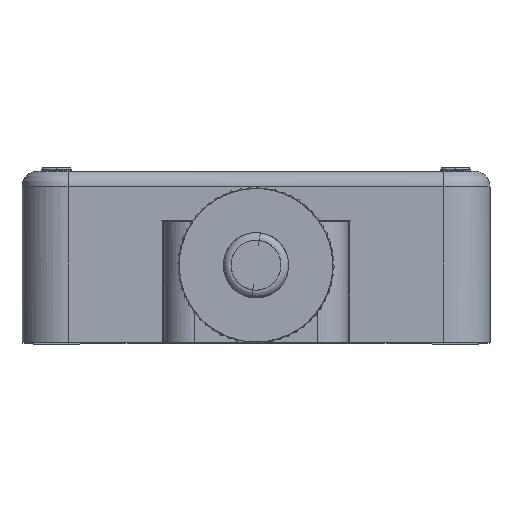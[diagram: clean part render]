
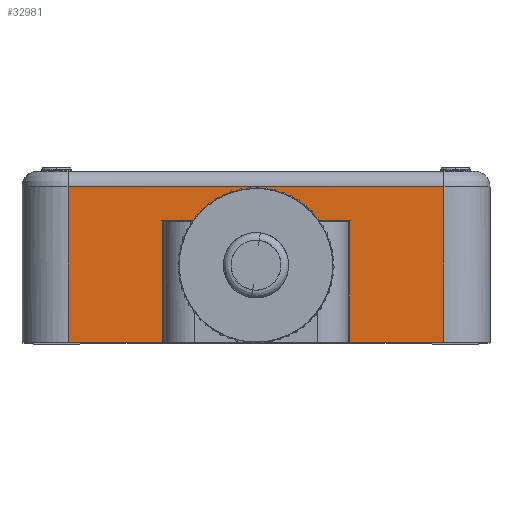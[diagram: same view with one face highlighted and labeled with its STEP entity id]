
A CAD part, top view. The second image highlights one B-rep face of the part: STEP entity #32981.
In plain terms, the highlighted free-form (B-spline) face has degree [1, 1] with [2, 2] control points.
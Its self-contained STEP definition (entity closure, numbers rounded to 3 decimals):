
#810=B_SPLINE_SURFACE_WITH_KNOTS('',1,1,((#204580,#204581),(#204582,#204583)),
 .UNSPECIFIED.,.F.,.F.,.F.,(2,2),(2,2),(-1.159,1.159),
(-0.791,1.371),.UNSPECIFIED.);
#32981=ADVANCED_FACE('',(#35829),#810,.T.);
#35829=FACE_OUTER_BOUND('',#38831,.T.);
#38831=EDGE_LOOP('',(#45103,#45104,#45105,#45106,#45107,#45108,#45109,#45110));
#45103=ORIENTED_EDGE('',*,*,#106729,.T.);
#45104=ORIENTED_EDGE('',*,*,#106730,.T.);
#45105=ORIENTED_EDGE('',*,*,#106731,.T.);
#45106=ORIENTED_EDGE('',*,*,#106732,.T.);
#45107=ORIENTED_EDGE('',*,*,#106733,.T.);
#45108=ORIENTED_EDGE('',*,*,#106734,.T.);
#45109=ORIENTED_EDGE('',*,*,#106735,.T.);
#45110=ORIENTED_EDGE('',*,*,#106736,.T.);
#64637=PCURVE('',#810,#78896);
#64638=PCURVE('',#810,#78897);
#64639=PCURVE('',#810,#78898);
#64640=PCURVE('',#810,#78899);
#64641=PCURVE('',#810,#78900);
#64642=PCURVE('',#810,#78901);
#64643=PCURVE('',#810,#78902);
#64644=PCURVE('',#810,#78903);
#78896=DEFINITIONAL_REPRESENTATION('',(#122518),#288248);
#78897=DEFINITIONAL_REPRESENTATION('',(#122520),#288248);
#78898=DEFINITIONAL_REPRESENTATION('',(#122522),#288248);
#78899=DEFINITIONAL_REPRESENTATION('',(#122524),#288248);
#78900=DEFINITIONAL_REPRESENTATION('',(#122526),#288248);
#78901=DEFINITIONAL_REPRESENTATION('',(#122528),#288248);
#78902=DEFINITIONAL_REPRESENTATION('',(#122530),#288248);
#78903=DEFINITIONAL_REPRESENTATION('',(#122532),#288248);
#92836=SURFACE_CURVE('',#122517,(#64637),.PCURVE_S1.);
#92837=SURFACE_CURVE('',#122519,(#64638),.PCURVE_S1.);
#92838=SURFACE_CURVE('',#122521,(#64639),.PCURVE_S1.);
#92839=SURFACE_CURVE('',#122523,(#64640),.PCURVE_S1.);
#92840=SURFACE_CURVE('',#122525,(#64641),.PCURVE_S1.);
#92841=SURFACE_CURVE('',#122527,(#64642),.PCURVE_S1.);
#92842=SURFACE_CURVE('',#122529,(#64643),.PCURVE_S1.);
#92843=SURFACE_CURVE('',#122531,(#64644),.PCURVE_S1.);
#106729=EDGE_CURVE('',#143199,#143201,#92836,.T.);
#106730=EDGE_CURVE('',#143201,#143202,#92837,.T.);
#106731=EDGE_CURVE('',#143202,#143203,#92838,.T.);
#106732=EDGE_CURVE('',#143203,#143204,#92839,.T.);
#106733=EDGE_CURVE('',#143204,#143205,#92840,.T.);
#106734=EDGE_CURVE('',#143205,#143206,#92841,.T.);
#106735=EDGE_CURVE('',#143206,#143200,#92842,.T.);
#106736=EDGE_CURVE('',#143200,#143199,#92843,.T.);
#122517=B_SPLINE_CURVE_WITH_KNOTS('',1,(#204592,#204593),.UNSPECIFIED.,
 .F.,.F.,(2,2),(-0.799,0.),.UNSPECIFIED.);
#122518=B_SPLINE_CURVE_WITH_KNOTS('',1,(#204594,#204595),.UNSPECIFIED.,
 .F.,.F.,(2,2),(-0.799,0.),.UNSPECIFIED.);
#122519=B_SPLINE_CURVE_WITH_KNOTS('',1,(#204596,#204597),.UNSPECIFIED.,
 .F.,.F.,(2,2),(-0.482,0.),.UNSPECIFIED.);
#122520=B_SPLINE_CURVE_WITH_KNOTS('',1,(#204598,#204599),.UNSPECIFIED.,
 .F.,.F.,(2,2),(-0.482,0.),.UNSPECIFIED.);
#122521=B_SPLINE_CURVE_WITH_KNOTS('',1,(#204600,#204601),.UNSPECIFIED.,
 .F.,.F.,(2,2),(0.,0.626),.UNSPECIFIED.);
#122522=B_SPLINE_CURVE_WITH_KNOTS('',1,(#204602,#204603),.UNSPECIFIED.,
 .F.,.F.,(2,2),(0.,0.626),.UNSPECIFIED.);
#122523=B_SPLINE_CURVE_WITH_KNOTS('',1,(#204604,#204605),.UNSPECIFIED.,
 .F.,.F.,(2,2),(-0.965,0.),.UNSPECIFIED.);
#122524=B_SPLINE_CURVE_WITH_KNOTS('',1,(#204606,#204607),.UNSPECIFIED.,
 .F.,.F.,(2,2),(-0.965,0.),.UNSPECIFIED.);
#122525=B_SPLINE_CURVE_WITH_KNOTS('',1,(#204608,#204609),.UNSPECIFIED.,
 .F.,.F.,(2,2),(0.,0.626),.UNSPECIFIED.);
#122526=B_SPLINE_CURVE_WITH_KNOTS('',1,(#204610,#204611),.UNSPECIFIED.,
 .F.,.F.,(2,2),(0.,0.626),.UNSPECIFIED.);
#122527=B_SPLINE_CURVE_WITH_KNOTS('',1,(#204612,#204613),.UNSPECIFIED.,
 .F.,.F.,(2,2),(-0.482,0.),.UNSPECIFIED.);
#122528=B_SPLINE_CURVE_WITH_KNOTS('',1,(#204614,#204615),.UNSPECIFIED.,
 .F.,.F.,(2,2),(-0.482,0.),.UNSPECIFIED.);
#122529=B_SPLINE_CURVE_WITH_KNOTS('',1,(#204616,#204617),.UNSPECIFIED.,
 .F.,.F.,(2,2),(-0.799,0.),.UNSPECIFIED.);
#122530=B_SPLINE_CURVE_WITH_KNOTS('',1,(#204618,#204619),.UNSPECIFIED.,
 .F.,.F.,(2,2),(-0.799,0.),.UNSPECIFIED.);
#122531=B_SPLINE_CURVE_WITH_KNOTS('',1,(#204620,#204621),.UNSPECIFIED.,
 .F.,.F.,(2,2),(-1.929,0.),.UNSPECIFIED.);
#122532=B_SPLINE_CURVE_WITH_KNOTS('',1,(#204622,#204623),.UNSPECIFIED.,
 .F.,.F.,(2,2),(-1.929,0.),.UNSPECIFIED.);
#143199=VERTEX_POINT('',#204584);
#143200=VERTEX_POINT('',#204585);
#143201=VERTEX_POINT('',#204586);
#143202=VERTEX_POINT('',#204587);
#143203=VERTEX_POINT('',#204588);
#143204=VERTEX_POINT('',#204589);
#143205=VERTEX_POINT('',#204590);
#143206=VERTEX_POINT('',#204591);
#204580=CARTESIAN_POINT('',(-23.729,26.783,-11.));
#204581=CARTESIAN_POINT('',(-23.729,-28.129,-11.));
#204582=CARTESIAN_POINT('',(35.143,26.783,-11.));
#204583=CARTESIAN_POINT('',(35.143,-28.129,-11.));
#204584=CARTESIAN_POINT('',(30.207,9.477,-11.));
#204585=CARTESIAN_POINT('',(-18.793,9.477,-11.));
#204586=CARTESIAN_POINT('',(30.207,-10.823,-11.));
#204587=CARTESIAN_POINT('',(17.957,-10.823,-11.));
#204588=CARTESIAN_POINT('',(17.957,5.077,-11.));
#204589=CARTESIAN_POINT('',(-6.543,5.077,-11.));
#204590=CARTESIAN_POINT('',(-6.543,-10.823,-11.));
#204591=CARTESIAN_POINT('',(-18.793,-10.823,-11.));
#204592=CARTESIAN_POINT('',(30.207,9.477,-11.));
#204593=CARTESIAN_POINT('',(30.207,-10.823,-11.));
#204594=CARTESIAN_POINT('',(0.965,-0.11));
#204595=CARTESIAN_POINT('',(0.965,0.689));
#204596=CARTESIAN_POINT('',(30.207,-10.823,-11.));
#204597=CARTESIAN_POINT('',(17.957,-10.823,-11.));
#204598=CARTESIAN_POINT('',(0.965,0.689));
#204599=CARTESIAN_POINT('',(0.482,0.689));
#204600=CARTESIAN_POINT('',(17.957,-10.823,-11.));
#204601=CARTESIAN_POINT('',(17.957,5.077,-11.));
#204602=CARTESIAN_POINT('',(0.482,0.689));
#204603=CARTESIAN_POINT('',(0.482,0.063));
#204604=CARTESIAN_POINT('',(17.957,5.077,-11.));
#204605=CARTESIAN_POINT('',(-6.543,5.077,-11.));
#204606=CARTESIAN_POINT('',(0.482,0.063));
#204607=CARTESIAN_POINT('',(-0.482,0.063));
#204608=CARTESIAN_POINT('',(-6.543,5.077,-11.));
#204609=CARTESIAN_POINT('',(-6.543,-10.823,-11.));
#204610=CARTESIAN_POINT('',(-0.482,0.063));
#204611=CARTESIAN_POINT('',(-0.482,0.689));
#204612=CARTESIAN_POINT('',(-6.543,-10.823,-11.));
#204613=CARTESIAN_POINT('',(-18.793,-10.823,-11.));
#204614=CARTESIAN_POINT('',(-0.482,0.689));
#204615=CARTESIAN_POINT('',(-0.965,0.689));
#204616=CARTESIAN_POINT('',(-18.793,-10.823,-11.));
#204617=CARTESIAN_POINT('',(-18.793,9.477,-11.));
#204618=CARTESIAN_POINT('',(-0.965,0.689));
#204619=CARTESIAN_POINT('',(-0.965,-0.11));
#204620=CARTESIAN_POINT('',(-18.793,9.477,-11.));
#204621=CARTESIAN_POINT('',(30.207,9.477,-11.));
#204622=CARTESIAN_POINT('',(-0.965,-0.11));
#204623=CARTESIAN_POINT('',(0.965,-0.11));
#288248=(
GEOMETRIC_REPRESENTATION_CONTEXT(2)
PARAMETRIC_REPRESENTATION_CONTEXT()
REPRESENTATION_CONTEXT('pspace','')
);
